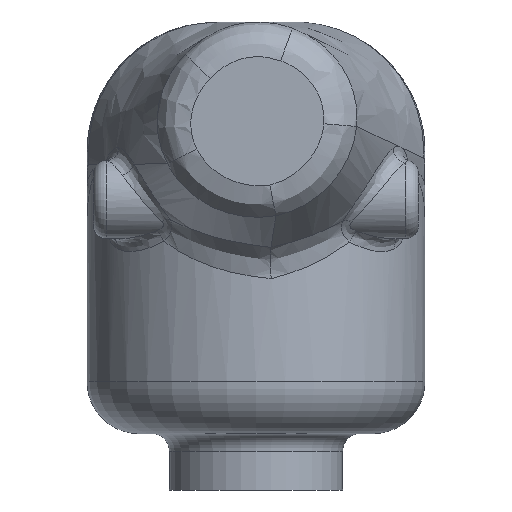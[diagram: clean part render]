
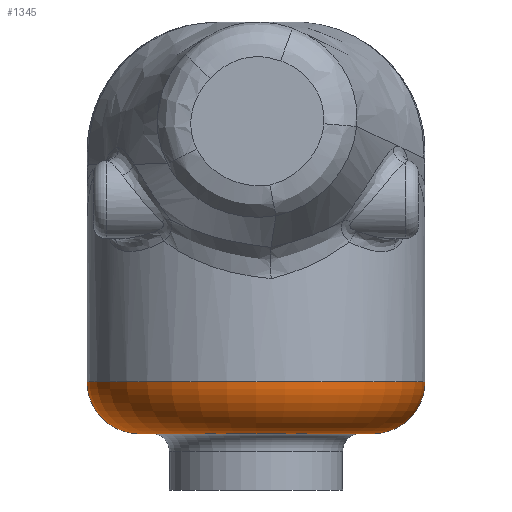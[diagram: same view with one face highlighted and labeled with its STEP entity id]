
A CAD part, left-side view. The second image highlights one B-rep face of the part: STEP entity #1345.
In plain terms, the highlighted toroidal (fillet/blend) face has major radius 29.7 mm and minor radius 13.2 mm.
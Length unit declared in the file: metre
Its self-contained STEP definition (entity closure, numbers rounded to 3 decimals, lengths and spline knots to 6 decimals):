
#14=TOROIDAL_SURFACE('',#1433,0.0297,0.0132);
#83=CIRCLE('',#1430,0.0429);
#85=CIRCLE('',#1434,0.0297);
#445=ORIENTED_EDGE('',*,*,#793,.F.);
#446=ORIENTED_EDGE('',*,*,#853,.T.);
#793=EDGE_CURVE('',#1010,#1010,#83,.T.);
#853=EDGE_CURVE('',#1048,#1048,#85,.T.);
#1010=VERTEX_POINT('',#2383);
#1048=VERTEX_POINT('',#3196);
#1134=EDGE_LOOP('',(#445));
#1135=EDGE_LOOP('',(#446));
#1234=FACE_BOUND('',#1134,.T.);
#1235=FACE_BOUND('',#1135,.T.);
#1345=ADVANCED_FACE('',(#1234,#1235),#14,.T.);
#1430=AXIS2_PLACEMENT_3D('',#2382,#1514,#1515);
#1433=AXIS2_PLACEMENT_3D('',#3194,#1521,#1522);
#1434=AXIS2_PLACEMENT_3D('',#3195,#1523,#1524);
#1514=DIRECTION('',(0.,0.,1.));
#1515=DIRECTION('',(1.,0.,0.));
#1521=DIRECTION('',(0.,0.,1.));
#1522=DIRECTION('',(1.,0.,0.));
#1523=DIRECTION('',(0.,0.,1.));
#1524=DIRECTION('',(1.,0.,0.));
#2382=CARTESIAN_POINT('',(0.,0.,0.0275));
#2383=CARTESIAN_POINT('',(0.0429,0.,0.0275));
#3194=CARTESIAN_POINT('',(0.,0.,0.0275));
#3195=CARTESIAN_POINT('',(0.,0.,0.0143));
#3196=CARTESIAN_POINT('',(0.0297,0.,0.0143));
